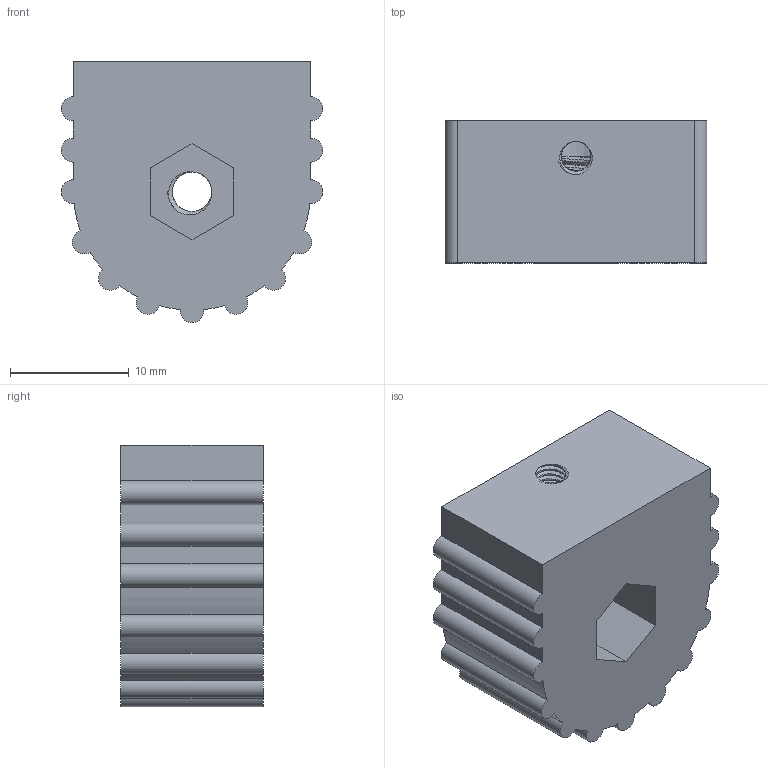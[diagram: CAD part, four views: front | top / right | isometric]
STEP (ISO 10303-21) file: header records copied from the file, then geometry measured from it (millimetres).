
FILE_DESCRIPTION(/* description */ (''),/* implementation_level */ '2;1');
FILE_NAME(/* name */ 'PlungerHolder.step',/* time_stamp */ '2021-06-15T14:36:43+02:00',/* author */ (''),/* organization */ (''),/* preprocessor_version */ 'ST-DEVELOPER v18.1',/* originating_system */ 'Autodesk Translation Framework v10.9.0.1377',/* authorisation */ '');
FILE_SCHEMA (('AUTOMOTIVE_DESIGN { 1 0 10303 214 3 1 1 }'));
Length unit declared in the file: millimetre
Products named in the file (1): PlungerHolder (v3~recovered)
Bounding box: 22.1 x 12 x 22.05 mm (x, y, z)
Volume: 4304.7 mm3; surface area: 2239 mm2
Topology: 1 solids, 1 shells, 124 faces, 369 edges, 246 vertices
Faces by surface type: cylinder 81, bspline 24, plane 19
Full cylindrical faces by diameter (mm): 2.529 x8, 3.332 x1, 7 x1
Entity records: 7800 total; most frequent: CARTESIAN_POINT 4844, ORIENTED_EDGE 734, DIRECTION 425, EDGE_CURVE 367, VERTEX_POINT 245, B_SPLINE_CURVE_WITH_KNOTS 198, AXIS2_PLACEMENT_3D 155, EDGE_LOOP 128
